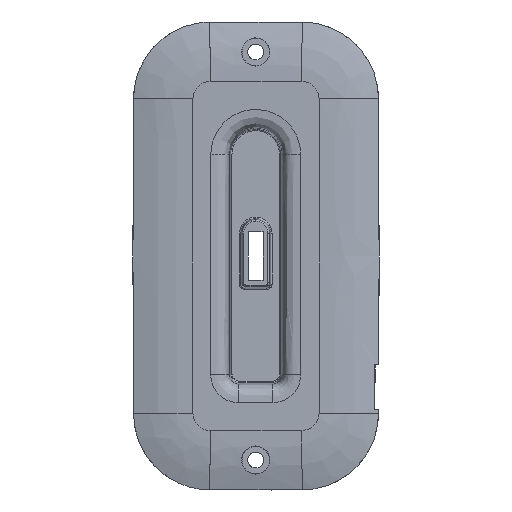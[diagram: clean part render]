
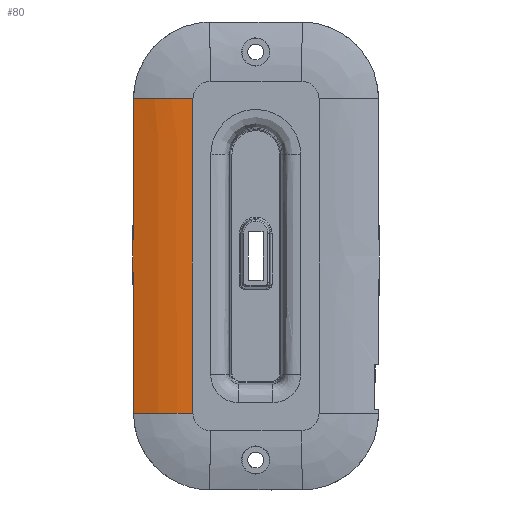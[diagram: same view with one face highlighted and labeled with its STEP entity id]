
A CAD part, front view. The second image highlights one B-rep face of the part: STEP entity #80.
In plain terms, the highlighted free-form (B-spline) face has degree [3, 3] with [14, 4] control points.
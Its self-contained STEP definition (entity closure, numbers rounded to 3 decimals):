
#80=ADVANCED_FACE('',(#283),#3334,.T.);
#283=FACE_OUTER_BOUND('',#494,.T.);
#494=EDGE_LOOP('',(#1050,#1051,#1052,#1053,#1054,#1055));
#1050=ORIENTED_EDGE('',*,*,#1995,.T.);
#1051=ORIENTED_EDGE('',*,*,#1949,.T.);
#1052=ORIENTED_EDGE('',*,*,#1957,.T.);
#1053=ORIENTED_EDGE('',*,*,#1996,.T.);
#1054=ORIENTED_EDGE('',*,*,#1901,.F.);
#1055=ORIENTED_EDGE('',*,*,#1900,.F.);
#1900=EDGE_CURVE('',#3096,#3097,#2448,.T.);
#1901=EDGE_CURVE('',#3097,#3098,#2449,.T.);
#1949=EDGE_CURVE('',#3145,#3144,#2497,.T.);
#1957=EDGE_CURVE('',#3144,#3154,#2505,.T.);
#1995=EDGE_CURVE('',#3096,#3145,#2543,.T.);
#1996=EDGE_CURVE('',#3154,#3098,#2544,.T.);
#2448=B_SPLINE_CURVE_WITH_KNOTS('',3,(#15788,#15789,#15790,#15791,#15792,
#15793,#15794),.UNSPECIFIED.,.F.,.F.,(4,1,1,1,4),(-1.,-0.75,-0.5,-0.25,
0.),.UNSPECIFIED.);
#2449=B_SPLINE_CURVE_WITH_KNOTS('',3,(#15795,#15796,#15797,#15798,#15799,
#15800,#15801),.UNSPECIFIED.,.F.,.F.,(4,1,1,1,4),(-1.,-0.75,-0.5,-0.25,
0.),.UNSPECIFIED.);
#2497=B_SPLINE_CURVE_WITH_KNOTS('',3,(#16225,#16226,#16227,#16228),
 .UNSPECIFIED.,.F.,.F.,(4,4),(0.,0.028),.UNSPECIFIED.);
#2505=B_SPLINE_CURVE_WITH_KNOTS('',3,(#16271,#16272,#16273,#16274),
 .UNSPECIFIED.,.F.,.F.,(4,4),(0.,0.028),.UNSPECIFIED.);
#2543=B_SPLINE_CURVE_WITH_KNOTS('',3,(#16513,#16514,#16515,#16516),
 .UNSPECIFIED.,.F.,.F.,(4,4),(0.,0.876),.UNSPECIFIED.);
#2544=B_SPLINE_CURVE_WITH_KNOTS('',3,(#16517,#16518,#16519,#16520),
 .UNSPECIFIED.,.F.,.F.,(4,4),(-0.876,0.),.UNSPECIFIED.);
#3096=VERTEX_POINT('',#14512);
#3097=VERTEX_POINT('',#14513);
#3098=VERTEX_POINT('',#14514);
#3144=VERTEX_POINT('',#14560);
#3145=VERTEX_POINT('',#14561);
#3154=VERTEX_POINT('',#14570);
#3334=B_SPLINE_SURFACE_WITH_KNOTS('',3,3,((#6398,#6399,#6400,#6401),(#6402,
#6403,#6404,#6405),(#6406,#6407,#6408,#6409),(#6410,#6411,#6412,#6413),
(#6414,#6415,#6416,#6417),(#6418,#6419,#6420,#6421),(#6422,#6423,#6424,
#6425),(#6426,#6427,#6428,#6429),(#6430,#6431,#6432,#6433),(#6434,#6435,
#6436,#6437),(#6438,#6439,#6440,#6441),(#6442,#6443,#6444,#6445),(#6446,
#6447,#6448,#6449),(#6450,#6451,#6452,#6453)),.UNSPECIFIED.,.F.,.F.,.F.,
(4,3,1,1,1,1,1,1,1,4),(4,4),(0.,0.56,7.556,14.553,
21.55,28.547,35.543,42.54,49.537,
56.533),(0.,12.308),.UNSPECIFIED.);
#6398=CARTESIAN_POINT('',(18.09,-9.6,-28.373));
#6399=CARTESIAN_POINT('',(15.091,-9.6,-28.416));
#6400=CARTESIAN_POINT('',(12.092,-9.6,-28.46));
#6401=CARTESIAN_POINT('',(6.115,-7.6,-28.546));
#6402=CARTESIAN_POINT('',(18.089,-9.6,-28.188));
#6403=CARTESIAN_POINT('',(15.089,-9.6,-28.23));
#6404=CARTESIAN_POINT('',(12.09,-9.6,-28.274));
#6405=CARTESIAN_POINT('',(6.113,-7.6,-28.36));
#6406=CARTESIAN_POINT('',(18.088,-9.6,-28.002));
#6407=CARTESIAN_POINT('',(15.088,-9.6,-28.045));
#6408=CARTESIAN_POINT('',(12.089,-9.6,-28.088));
#6409=CARTESIAN_POINT('',(6.112,-7.6,-28.173));
#6410=CARTESIAN_POINT('',(18.086,-9.6,-27.817));
#6411=CARTESIAN_POINT('',(15.087,-9.6,-27.859));
#6412=CARTESIAN_POINT('',(12.088,-9.6,-27.902));
#6413=CARTESIAN_POINT('',(6.11,-7.6,-27.987));
#6414=CARTESIAN_POINT('',(18.07,-9.6,-25.499));
#6415=CARTESIAN_POINT('',(15.07,-9.6,-25.541));
#6416=CARTESIAN_POINT('',(12.071,-9.6,-25.577));
#6417=CARTESIAN_POINT('',(6.093,-7.6,-25.654));
#6418=CARTESIAN_POINT('',(18.041,-9.6,-20.863));
#6419=CARTESIAN_POINT('',(15.041,-9.6,-20.893));
#6420=CARTESIAN_POINT('',(12.041,-9.6,-20.927));
#6421=CARTESIAN_POINT('',(6.062,-7.6,-20.99));
#6422=CARTESIAN_POINT('',(18.01,-9.6,-13.909));
#6423=CARTESIAN_POINT('',(15.009,-9.6,-13.931));
#6424=CARTESIAN_POINT('',(12.008,-9.6,-13.952));
#6425=CARTESIAN_POINT('',(6.029,-7.6,-13.993));
#6426=CARTESIAN_POINT('',(17.992,-9.6,-6.954));
#6427=CARTESIAN_POINT('',(14.99,-9.6,-6.965));
#6428=CARTESIAN_POINT('',(11.989,-9.6,-6.976));
#6429=CARTESIAN_POINT('',(6.01,-7.6,-6.997));
#6430=CARTESIAN_POINT('',(17.986,-9.6,0.));
#6431=CARTESIAN_POINT('',(14.984,-9.6,0.));
#6432=CARTESIAN_POINT('',(11.983,-9.6,0.));
#6433=CARTESIAN_POINT('',(6.003,-7.6,0.));
#6434=CARTESIAN_POINT('',(17.992,-9.6,6.954));
#6435=CARTESIAN_POINT('',(14.99,-9.6,6.965));
#6436=CARTESIAN_POINT('',(11.989,-9.6,6.976));
#6437=CARTESIAN_POINT('',(6.01,-7.6,6.997));
#6438=CARTESIAN_POINT('',(18.01,-9.6,13.909));
#6439=CARTESIAN_POINT('',(15.009,-9.6,13.931));
#6440=CARTESIAN_POINT('',(12.008,-9.6,13.952));
#6441=CARTESIAN_POINT('',(6.029,-7.6,13.993));
#6442=CARTESIAN_POINT('',(18.041,-9.6,20.863));
#6443=CARTESIAN_POINT('',(15.041,-9.6,20.893));
#6444=CARTESIAN_POINT('',(12.041,-9.6,20.927));
#6445=CARTESIAN_POINT('',(6.062,-7.6,20.99));
#6446=CARTESIAN_POINT('',(18.07,-9.6,25.499));
#6447=CARTESIAN_POINT('',(15.07,-9.6,25.541));
#6448=CARTESIAN_POINT('',(12.071,-9.6,25.577));
#6449=CARTESIAN_POINT('',(6.093,-7.6,25.654));
#6450=CARTESIAN_POINT('',(18.086,-9.6,27.817));
#6451=CARTESIAN_POINT('',(15.087,-9.6,27.859));
#6452=CARTESIAN_POINT('',(12.088,-9.6,27.902));
#6453=CARTESIAN_POINT('',(6.11,-7.6,27.987));
#14512=CARTESIAN_POINT('',(18.086,-9.6,27.817));
#14513=CARTESIAN_POINT('',(17.988,-9.6,0.));
#14514=CARTESIAN_POINT('',(18.086,-9.6,-27.817));
#14560=CARTESIAN_POINT('',(7.452,-8.063,0.));
#14561=CARTESIAN_POINT('',(7.556,-8.063,27.966));
#14570=CARTESIAN_POINT('',(7.556,-8.063,-27.966));
#15788=CARTESIAN_POINT('',(18.086,-9.6,27.817));
#15789=CARTESIAN_POINT('',(18.07,-9.6,25.499));
#15790=CARTESIAN_POINT('',(18.041,-9.6,20.863));
#15791=CARTESIAN_POINT('',(18.01,-9.6,13.909));
#15792=CARTESIAN_POINT('',(17.992,-9.6,6.954));
#15793=CARTESIAN_POINT('',(17.988,-9.6,2.318));
#15794=CARTESIAN_POINT('',(17.988,-9.6,0.));
#15795=CARTESIAN_POINT('',(17.988,-9.6,0.));
#15796=CARTESIAN_POINT('',(17.988,-9.6,-2.318));
#15797=CARTESIAN_POINT('',(17.992,-9.6,-6.954));
#15798=CARTESIAN_POINT('',(18.01,-9.6,-13.909));
#15799=CARTESIAN_POINT('',(18.041,-9.6,-20.863));
#15800=CARTESIAN_POINT('',(18.07,-9.6,-25.499));
#15801=CARTESIAN_POINT('',(18.086,-9.6,-27.817));
#16225=CARTESIAN_POINT('',(7.556,-8.063,27.966));
#16226=CARTESIAN_POINT('',(7.486,-8.063,18.542));
#16227=CARTESIAN_POINT('',(7.452,-8.063,9.271));
#16228=CARTESIAN_POINT('',(7.452,-8.063,0.));
#16271=CARTESIAN_POINT('',(7.452,-8.063,0.));
#16272=CARTESIAN_POINT('',(7.453,-8.063,-9.277));
#16273=CARTESIAN_POINT('',(7.487,-8.063,-18.553));
#16274=CARTESIAN_POINT('',(7.556,-8.063,-27.966));
#16513=CARTESIAN_POINT('',(18.086,-9.6,27.817));
#16514=CARTESIAN_POINT('',(15.339,-9.6,27.856));
#16515=CARTESIAN_POINT('',(12.592,-9.6,27.895));
#16516=CARTESIAN_POINT('',(7.556,-8.063,27.966));
#16517=CARTESIAN_POINT('',(7.556,-8.063,-27.966));
#16518=CARTESIAN_POINT('',(12.592,-9.6,-27.895));
#16519=CARTESIAN_POINT('',(15.339,-9.6,-27.856));
#16520=CARTESIAN_POINT('',(18.086,-9.6,-27.817));
